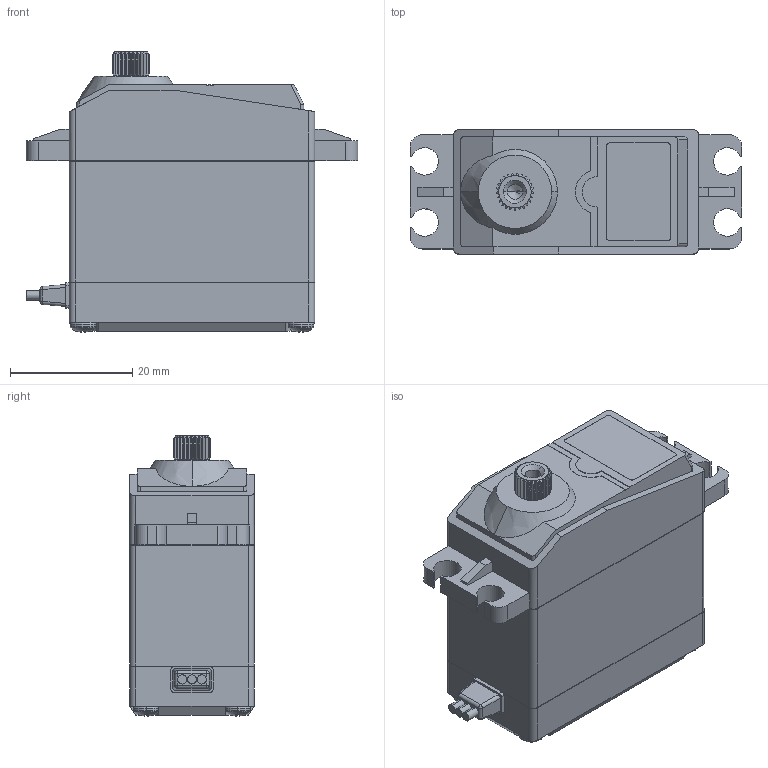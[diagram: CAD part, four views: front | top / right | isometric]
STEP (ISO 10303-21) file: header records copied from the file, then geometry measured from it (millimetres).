
FILE_DESCRIPTION (( 'STEP AP203' ), '1' );
FILE_NAME ('SW2020 DS3225MG Servo 25Kg 4.8-6.8V_Default_sldprt.STEP', '2022-06-04T22:40:40', ( '' ), ( '' ), 'SwSTEP 2.0', 'SolidWorks 2021', '' );
FILE_SCHEMA (( 'CONFIG_CONTROL_DESIGN' ));
Length unit declared in the file: millimetre
Products named in the file (1): SW2020 DS3225MG Servo 25Kg 4.8-6.8V_Default_sldprt
Bounding box: 54.3 x 20.4 x 45.91 mm (x, y, z)
Volume: 33352.8 mm3; surface area: 12852.3 mm2
Topology: 8 solids, 8 shells, 606 faces, 1551 edges, 941 vertices
Faces by surface type: plane 217, cylinder 149, bspline 82, cone 58, sphere 52, torus 48
Entity records: 20141 total; most frequent: CARTESIAN_POINT 6205, ORIENTED_EDGE 3050, DIRECTION 2816, EDGE_CURVE 1525, AXIS2_PLACEMENT_3D 1106, VERTEX_POINT 941, EDGE_LOOP 614, FACE_OUTER_BOUND 606
